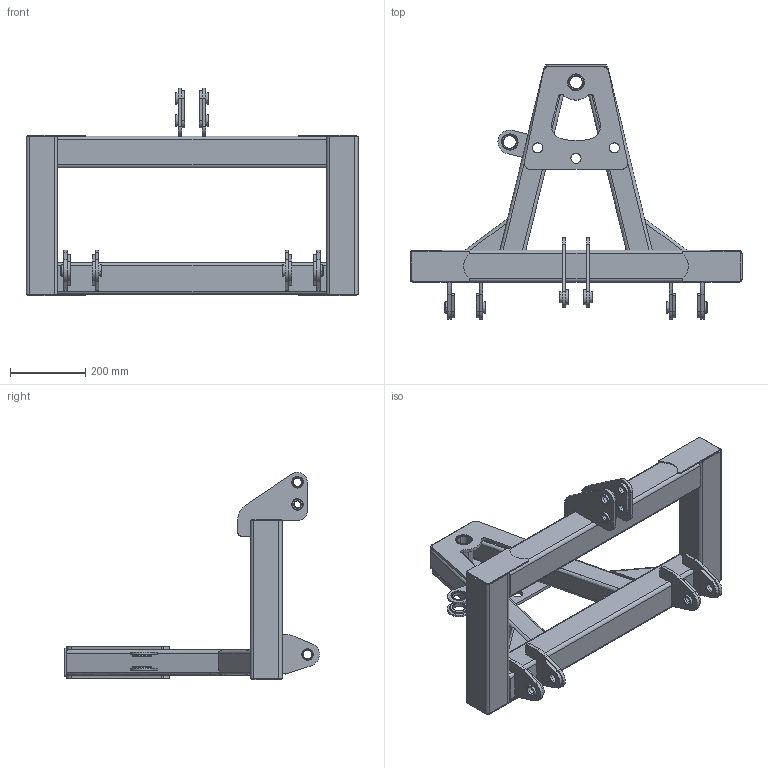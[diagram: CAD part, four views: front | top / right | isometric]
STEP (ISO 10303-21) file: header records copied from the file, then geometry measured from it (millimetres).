
FILE_DESCRIPTION(('FreeCAD Model'),'2;1');
FILE_NAME('Open CASCADE Shape Model','2025-05-09T19:35:43',('FreeCAD'),( 'FreeCAD'),'Open CASCADE STEP processor 7.6','FreeCAD','Unknown');
FILE_SCHEMA(('AUTOMOTIVE_DESIGN { 1 0 10303 214 1 1 1 1 }'));
Length unit declared in the file: millimetre
Products named in the file (1): Open CASCADE STEP translator 7.6 1
Bounding box: 885.04 x 678.75 x 552.51 mm (x, y, z)
Volume: 5144113.4 mm3; surface area: 2615266.1 mm2
Topology: 40 solids, 40 shells, 616 faces, 1468 edges, 944 vertices
Faces by surface type: bspline 616
Entity records: 18046 total; most frequent: CARTESIAN_POINT 9481, ORIENTED_EDGE 2936, EDGE_CURVE 1468, VERTEX_POINT 944, B_SPLINE_CURVE_WITH_KNOTS 816, FACE_BOUND 726, EDGE_LOOP 726, ADVANCED_FACE 616
